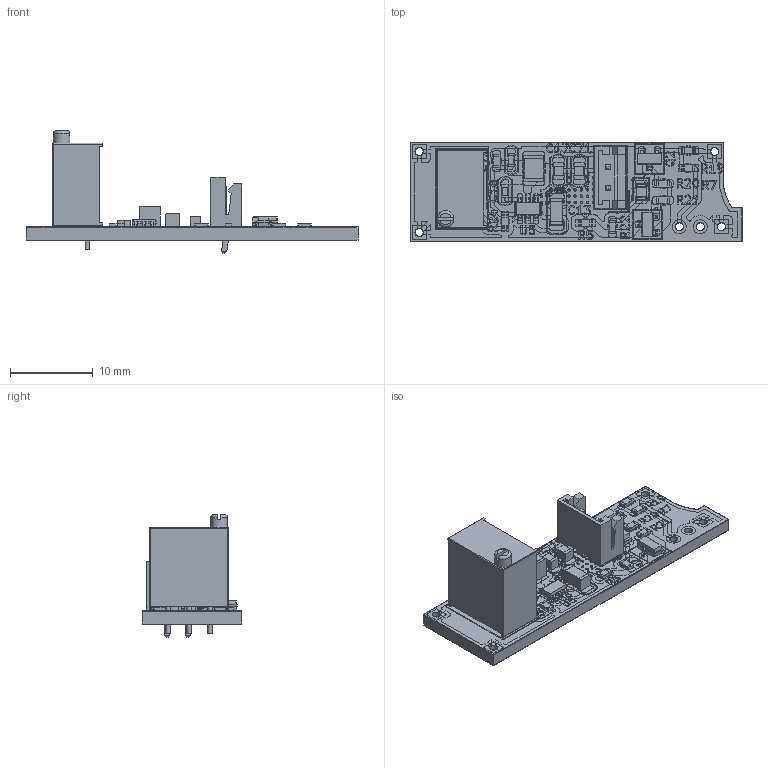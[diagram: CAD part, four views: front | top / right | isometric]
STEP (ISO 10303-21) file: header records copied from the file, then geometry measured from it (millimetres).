
FILE_DESCRIPTION(('KiCad electronic assembly'),'2;1');
FILE_NAME('LightOut.step','2025-04-25T22:49:59',('Pcbnew'),('Kicad'), 'Open CASCADE STEP processor 7.8','KiCad to STEP converter','Unknown' );
FILE_SCHEMA(('AUTOMOTIVE_DESIGN { 1 0 10303 214 1 1 1 1 }'));
Length unit declared in the file: millimetre
Products named in the file (17): LightOut 1; JST_EH_B2B-EH-A_1x02_P2.50mm_Vertical; R_0603_1608Metric; TSOT-23-6; Potentiometer_Bourns_3299W_Vertical; C_0603_1608Metric; SOT-23; C_0805_2012Metric; C_1206_3216Metric; L_1210_3225Metric; LED_0805_2012Metric; LightOut_copper; LightOut_pad; LightOut_via; LightOut_silkscreen; LightOut_soldermask; LightOut_PCB
Assembly tree (26 placements, depth 2):
  LightOut 1
    JST_EH_B2B-EH-A_1x02_P2.50mm_Vertical
    R_0603_1608Metric  x8
    TSOT-23-6
    Potentiometer_Bourns_3299W_Vertical
    C_0603_1608Metric  x2
    SOT-23  x2
    C_0805_2012Metric  x2
    C_1206_3216Metric
    L_1210_3225Metric
    LED_0805_2012Metric
    LightOut_copper
    LightOut_pad
    LightOut_via
    LightOut_silkscreen
    LightOut_soldermask
    LightOut_PCB
Bounding box: 40.2 x 12 x 14.85 mm (x, y, z)
Volume: 1382.6 mm3; surface area: 4566.1 mm2
Topology: 146 solids, 225 shells, 2912 faces, 8967 edges, 6442 vertices
Faces by surface type: plane 1982, cylinder 837, bspline 84, sphere 4, revolution 3, torus 2
Full cylindrical faces by diameter (mm): 0.25 x29, 0.3 x116, 0.51 x3, 0.6 x1, 0.75 x9, 0.8 x6, 0.95 x24, 1 x18, 1.44 x6, 1.7 x4, 2 x1
Entity records: 97314 total; most frequent: CARTESIAN_POINT 17046, DIRECTION 15272, ORIENTED_EDGE 14725, EDGE_CURVE 8163, LINE 6047, VECTOR 6047, VERTEX_POINT 5932, AXIS2_PLACEMENT_3D 4611
